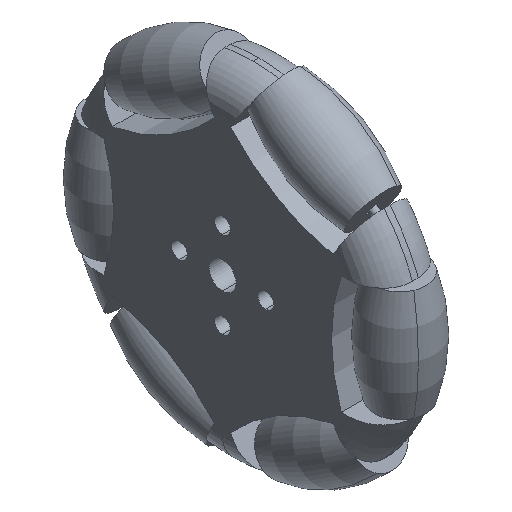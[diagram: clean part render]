
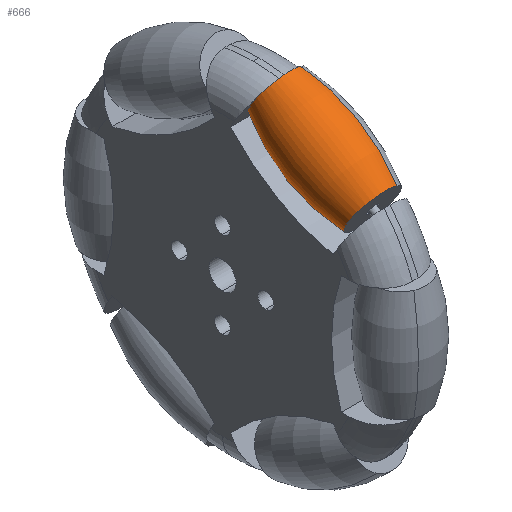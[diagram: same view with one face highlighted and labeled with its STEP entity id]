
A CAD part, isometric view. The second image highlights one B-rep face of the part: STEP entity #666.
In plain terms, the highlighted toroidal (fillet/blend) face has major radius 39 mm and minor radius 48 mm.
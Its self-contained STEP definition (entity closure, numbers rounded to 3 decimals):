
#39 = CARTESIAN_POINT ( 'NONE',  ( 14.5, 0., 0. ) ) ;
#190 = VERTEX_POINT ( 'NONE', #2808 ) ;
#230 = DIRECTION ( 'NONE',  ( -1., 0., 0. ) ) ;
#313 = CARTESIAN_POINT ( 'NONE',  ( 29., 0., 0. ) ) ;
#345 = VERTEX_POINT ( 'NONE', #2634 ) ;
#347 = VERTEX_POINT ( 'NONE', #1646 ) ;
#417 = ORIENTED_EDGE ( 'NONE', *, *, #2145, .T. ) ;
#546 = CARTESIAN_POINT ( 'NONE',  ( 0., 0., 0. ) ) ;
#666 = ADVANCED_FACE ( 'NONE', ( #1320 ), #1221, .T. ) ;
#821 = EDGE_CURVE ( 'NONE', #347, #345, #1490, .T. ) ;
#1144 = DIRECTION ( 'NONE',  ( 0., -1., 0. ) ) ;
#1221 = TOROIDAL_SURFACE ( 'NONE', #2995, -39., 48. ) ;
#1279 = CARTESIAN_POINT ( 'NONE',  ( 14.5, 0., 39. ) ) ;
#1320 = FACE_OUTER_BOUND ( 'NONE', #1459, .T. ) ;
#1331 = CARTESIAN_POINT ( 'NONE',  ( 14.5, 0., -39. ) ) ;
#1459 = EDGE_LOOP ( 'NONE', ( #1844, #417, #2623, #2743 ) ) ;
#1490 = CIRCLE ( 'NONE', #3202, 48. ) ;
#1501 = AXIS2_PLACEMENT_3D ( 'NONE', #546, #230, #3050 ) ;
#1644 = DIRECTION ( 'NONE',  ( 0., 0., 1. ) ) ;
#1646 = CARTESIAN_POINT ( 'NONE',  ( 29., 0., 6.758 ) ) ;
#1844 = ORIENTED_EDGE ( 'NONE', *, *, #2414, .T. ) ;
#1852 = AXIS2_PLACEMENT_3D ( 'NONE', #313, #2897, #1644 ) ;
#1930 = VERTEX_POINT ( 'NONE', #2674 ) ;
#2004 = AXIS2_PLACEMENT_3D ( 'NONE', #1279, #2607, #2313 ) ;
#2145 = EDGE_CURVE ( 'NONE', #1930, #190, #2434, .T. ) ;
#2254 = CIRCLE ( 'NONE', #1501, 6.758 ) ;
#2313 = DIRECTION ( 'NONE',  ( 0., 0., 1. ) ) ;
#2349 = DIRECTION ( 'NONE',  ( 0., 0., -1. ) ) ;
#2414 = EDGE_CURVE ( 'NONE', #347, #1930, #3183, .T. ) ;
#2434 = CIRCLE ( 'NONE', #2004, 48. ) ;
#2607 = DIRECTION ( 'NONE',  ( 0., 1., 0. ) ) ;
#2623 = ORIENTED_EDGE ( 'NONE', *, *, #2710, .F. ) ;
#2634 = CARTESIAN_POINT ( 'NONE',  ( 0., 0., 6.758 ) ) ;
#2674 = CARTESIAN_POINT ( 'NONE',  ( 29., 0., -6.758 ) ) ;
#2710 = EDGE_CURVE ( 'NONE', #345, #190, #2254, .T. ) ;
#2743 = ORIENTED_EDGE ( 'NONE', *, *, #821, .F. ) ;
#2808 = CARTESIAN_POINT ( 'NONE',  ( 0., 0., -6.758 ) ) ;
#2897 = DIRECTION ( 'NONE',  ( -1., 0., 0. ) ) ;
#2995 = AXIS2_PLACEMENT_3D ( 'NONE', #39, #3089, #2349 ) ;
#3050 = DIRECTION ( 'NONE',  ( 0., 0., 1. ) ) ;
#3089 = DIRECTION ( 'NONE',  ( -1., 0., 0. ) ) ;
#3183 = CIRCLE ( 'NONE', #1852, 6.758 ) ;
#3198 = DIRECTION ( 'NONE',  ( 0., 0., -1. ) ) ;
#3202 = AXIS2_PLACEMENT_3D ( 'NONE', #1331, #1144, #3198 ) ;
